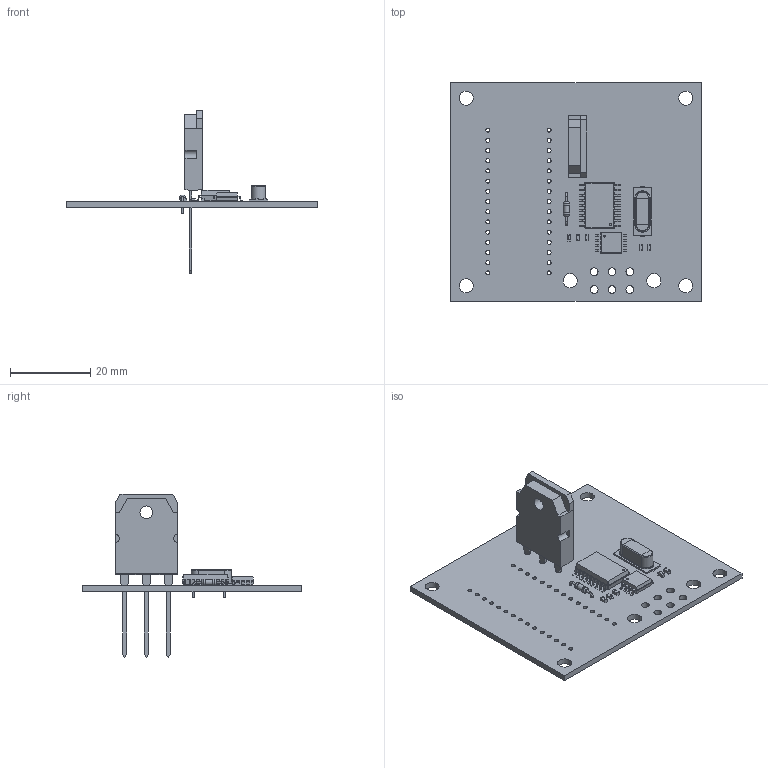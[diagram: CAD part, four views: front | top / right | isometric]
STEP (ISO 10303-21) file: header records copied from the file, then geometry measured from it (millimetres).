
FILE_DESCRIPTION(('KiCad electronic assembly'),'2;1');
FILE_NAME('Brake Pressure!.step','2026-02-15T17:56:32',('Pcbnew'),( 'Kicad'),'Open CASCADE STEP processor 7.9','KiCad to STEP converter' ,'Unknown');
FILE_SCHEMA(('AUTOMOTIVE_DESIGN { 1 0 10303 214 1 1 1 1 }'));
Length unit declared in the file: millimetre
Products named in the file (9): Brake Pressure! 1; CP_EIA-1608-08_AVX-J; SOIC-18W_7.5x11.6mm_P1.27mm; Crystal_SMD_HC49-SD; C_0603_1608Metric; R_Axial_DIN0204_L3.6mm_D1.6mm_P7.62mm_Horizontal; TO-3P-3_Vertical; SOIC-8_5.3x5.3mm_P1.27mm; Brake Pressure!_PCB
Assembly tree (11 placements, depth 2):
  Brake Pressure! 1
    CP_EIA-1608-08_AVX-J
    SOIC-18W_7.5x11.6mm_P1.27mm
    Crystal_SMD_HC49-SD
    C_0603_1608Metric  x4
    R_Axial_DIN0204_L3.6mm_D1.6mm_P7.62mm_Horizontal
    TO-3P-3_Vertical
    SOIC-8_5.3x5.3mm_P1.27mm
    Brake Pressure!_PCB
Bounding box: 62.4 x 54.5 x 40.7 mm (x, y, z)
Volume: 6684.5 mm3; surface area: 9118.7 mm2
Topology: 11 solids, 11 shells, 755 faces, 2003 edges, 1288 vertices
Faces by surface type: plane 497, cylinder 220, bspline 32, torus 6
Full cylindrical faces by diameter (mm): 0.5 x4, 0.7 x2, 1 x30, 1.44 x1, 1.5 x3, 1.6 x2, 1.93 x6, 3.2 x1, 3.3 x1, 3.5 x4, 3.55 x2
Entity records: 26111 total; most frequent: CARTESIAN_POINT 3772, ORIENTED_EDGE 3573, DIRECTION 3405, EDGE_CURVE 1787, LINE 1347, VECTOR 1347, VERTEX_POINT 1144, AXIS2_PLACEMENT_3D 1029
